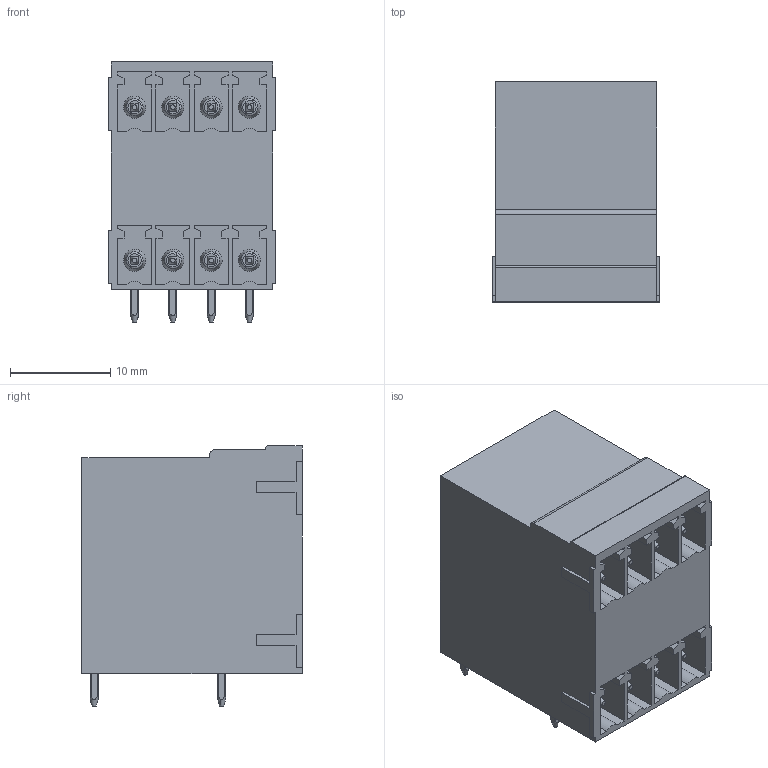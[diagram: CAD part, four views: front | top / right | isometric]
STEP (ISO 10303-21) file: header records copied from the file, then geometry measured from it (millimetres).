
FILE_DESCRIPTION(('CATIA V5 STEP Exchange','CAx-IF Rec.Pracs.--- Model Styling and Organization---1.2---2011-12-15'),'2;1');
FILE_NAME ('D1460819_0_1973750000_1973750000.stp','2018-10-05T05:30:57+00:00',('none'),('Weidmueller'),'CATIA Version 5-6 Release 2014','CATIA V5 STEP AP214','none');
FILE_SCHEMA(('AUTOMOTIVE_DESIGN { 1 0 10303 214 1 1 1 1 }'));
Length unit declared in the file: millimetre
Products named in the file (1): 1973750000
Bounding box: 16.63 x 21.9 x 25.9 mm (x, y, z)
Volume: 6762.3 mm3; surface area: 4650.8 mm2
Topology: 9 solids, 9 shells, 556 faces, 1526 edges, 1004 vertices
Faces by surface type: plane 370, cylinder 122, cone 48, torus 16
Entity records: 16992 total; most frequent: CARTESIAN_POINT 4556, ORIENTED_EDGE 3052, DIRECTION 1768, EDGE_CURVE 1526, VECTOR 1090, LINE 1090, VERTEX_POINT 1004, EDGE_LOOP 588
